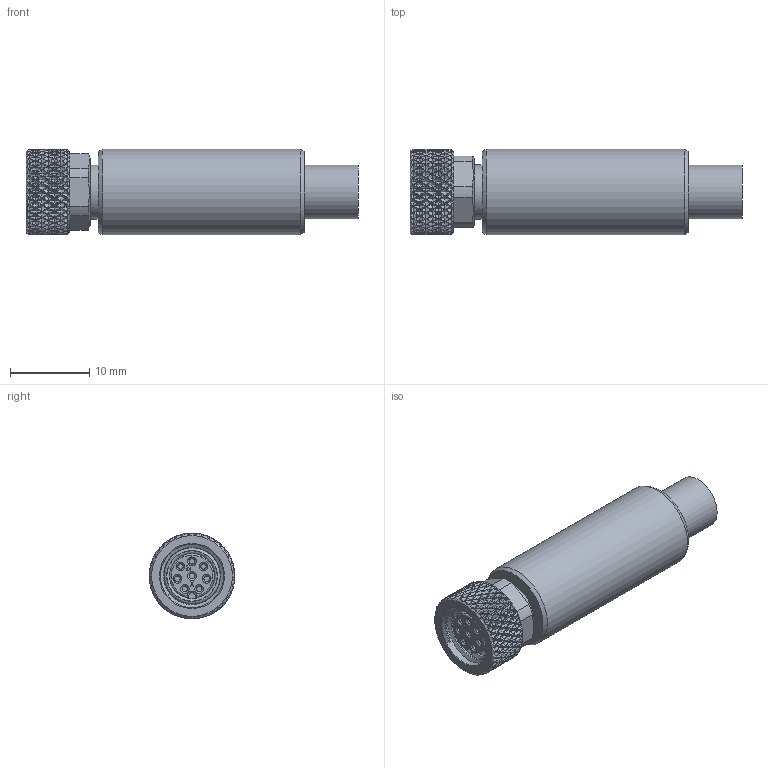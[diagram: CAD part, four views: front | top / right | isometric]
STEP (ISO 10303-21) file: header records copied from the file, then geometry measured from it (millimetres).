
FILE_DESCRIPTION(/* description */ (''),/* implementation_level */ '2;1');
FILE_NAME(/* name */ '77 3506 0000 50708_00.stp',/* time_stamp */ '2025-07-25T10:52:35+02:00',/* author */ (''),/* organization */ (''),/* preprocessor_version */ 'ST-DEVELOPER v18.102',/* originating_system */ 'SIEMENS PLM Software NX 2027',/* authorisation */ '');
FILE_SCHEMA (('AUTOMOTIVE_DESIGN { 1 0 10303 214 3 1 1 1 }'));
Products named in the file (1): 00_objects
Bounding box: 41.9 x 10.8 x 10.8 mm (x, y, z)
Volume: 3177.8 mm3; surface area: 1970 mm2
Topology: 1 solids, 1 shells, 1267 faces, 2889 edges, 1833 vertices
Faces by surface type: bspline 1040, cylinder 125, plane 74, cone 19, torus 7, extrusion 2
Full cylindrical faces by diameter (mm): 0.7 x8, 1.03 x8, 5.65 x1, 6.8 x1, 6.9 x1, 7.09 x1, 7.15 x1, 7.2 x3, 10.8 x2
Entity records: 47073 total; most frequent: CARTESIAN_POINT 26769, ORIENTED_EDGE 5622, EDGE_CURVE 2811, B_SPLINE_CURVE_WITH_KNOTS 2445, VERTEX_POINT 1804, EDGE_LOOP 1521, ADVANCED_FACE 1264, FACE_OUTER_BOUND 1202
